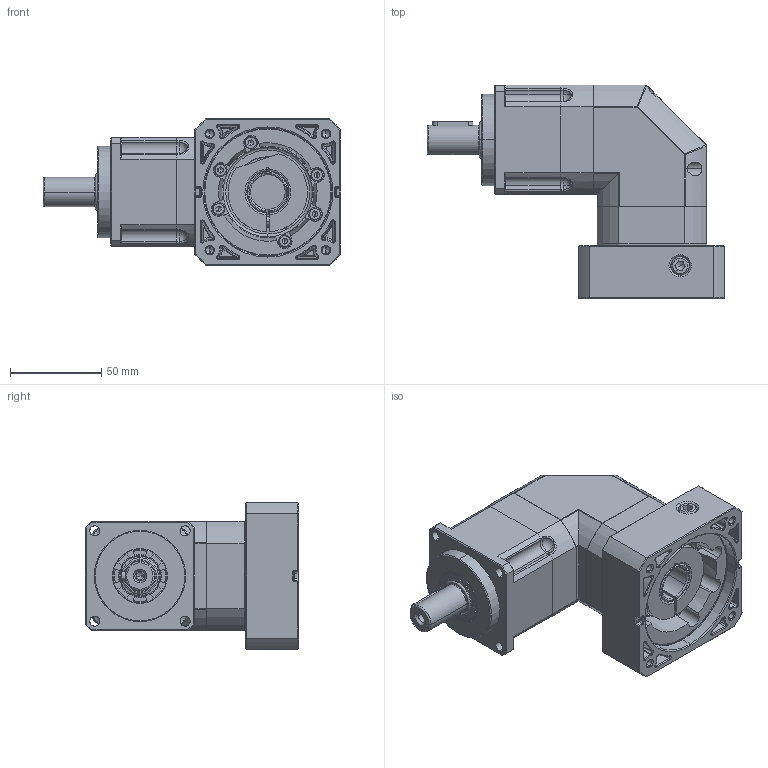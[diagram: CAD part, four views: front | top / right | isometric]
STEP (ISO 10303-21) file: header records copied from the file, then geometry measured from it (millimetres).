
FILE_DESCRIPTION (( 'STEP AP214' ), '1' );
FILE_NAME ('FABR060M1-L1-19-70-90-M5.STEP', '2020-11-23T00:13:02', ( '' ), ( '' ), 'SwSTEP 2.0', 'SolidWorks 2014', '' );
FILE_SCHEMA (( 'AUTOMOTIVE_DESIGN' ));
Length unit declared in the file: millimetre
Products named in the file (13): 12-输入法兰FAB060M1-70X30XM5-200525; 蚐猾20304; FAB060D齿圈; 珨撰眻褒眊极FABR060D; 坶踡遠23-43.5-12(1); A倰す瑩5-22; 4-输入端壳体FABR060M1; hex socket set screws with cone point gb_GB_FASTENER_SCREWS_HSCP M10X10-N; FAB060D怀堤俴陎殤1; FABR060M1-L1-19-70-90-M5; 7-怀堤傷褲极FABR060D; 输入轴FABR060M1-19; hexagon socket head cap screws gb_GB_FASTENER_SCREWS_HSHCS M4X16-N
Assembly tree (17 placements, depth 2):
  FABR060M1-L1-19-70-90-M5
    珨撰眻褒眊极FABR060D
    4-输入端壳体FABR060M1
    7-怀堤傷褲极FABR060D
    蚐猾20304
    FAB060D齿圈
    12-输入法兰FAB060M1-70X30XM5-200525
    输入轴FABR060M1-19
    坶踡遠23-43.5-12(1)
    hex socket set screws with cone point gb_GB_FASTENER_SCREWS_HSCP M10X10-N
    hexagon socket head cap screws gb_GB_FASTENER_SCREWS_HSHCS M4X16-N  x6
    A倰す瑩5-22
    FAB060D怀堤俴陎殤1
Bounding box: 163 x 117 x 80 mm (x, y, z)
Volume: 587519.9 mm3; surface area: 118436.2 mm2
Topology: 18 solids, 19 shells, 996 faces, 2371 edges, 1420 vertices
Faces by surface type: cylinder 334, plane 315, cone 173, torus 126, bspline 28, sphere 20
Entity records: 35019 total; most frequent: CARTESIAN_POINT 13095, DIRECTION 4563, ORIENTED_EDGE 4074, EDGE_CURVE 2037, AXIS2_PLACEMENT_3D 1869, VERTEX_POINT 1251, CIRCLE 1006, EDGE_LOOP 980
